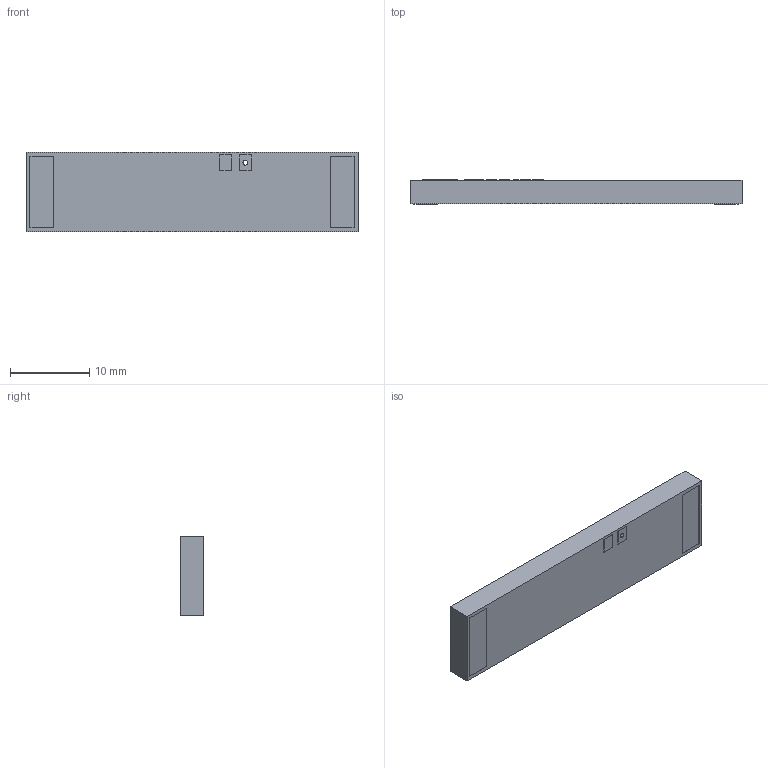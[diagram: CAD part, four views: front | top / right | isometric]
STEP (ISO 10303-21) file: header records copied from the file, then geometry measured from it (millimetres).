
FILE_DESCRIPTION (( 'STEP AP214' ), '1' );
FILE_NAME ('MCS6.A_Web.STEP', '2022-03-21T15:37:41', ( '' ), ( '' ), 'SwSTEP 2.0', 'SolidWorks 2018', '' );
FILE_SCHEMA (( 'AUTOMOTIVE_DESIGN' ));
Length unit declared in the file: millimetre
Products named in the file (1): MCS6.A_Web
Bounding box: 42 x 3.03 x 10 mm (x, y, z)
Volume: 1262.5 mm3; surface area: 1160.3 mm2
Topology: 1 solids, 1 shells, 434 faces, 1095 edges, 730 vertices
Faces by surface type: plane 229, bspline 195, cylinder 10
Entity records: 16858 total; most frequent: CARTESIAN_POINT 7261, ORIENTED_EDGE 2190, DIRECTION 1205, EDGE_CURVE 1095, VERTEX_POINT 730, LINE 685, VECTOR 685, EDGE_LOOP 503
